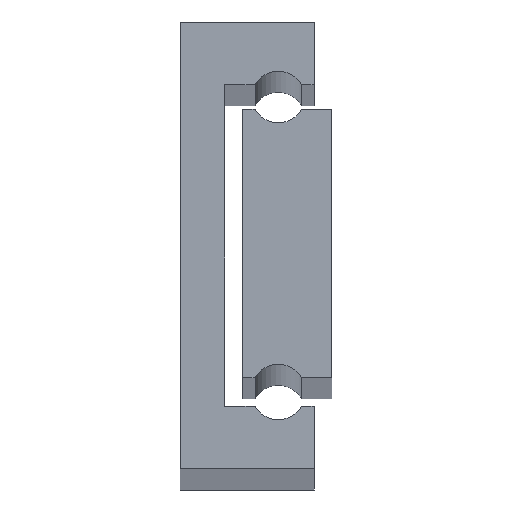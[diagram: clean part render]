
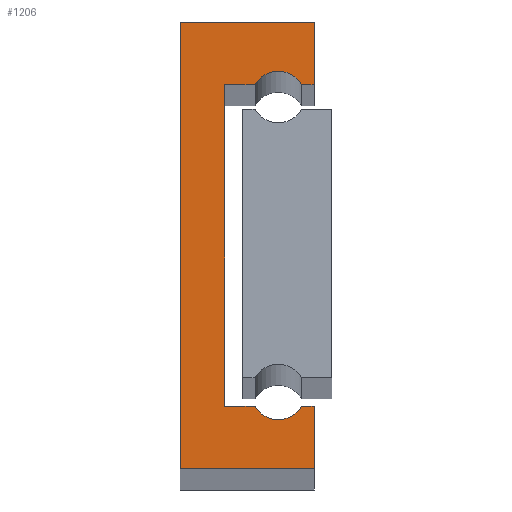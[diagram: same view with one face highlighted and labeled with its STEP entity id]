
A CAD part, top view. The second image highlights one B-rep face of the part: STEP entity #1206.
In plain terms, the highlighted planar face has unit normal (0, 0, 1).
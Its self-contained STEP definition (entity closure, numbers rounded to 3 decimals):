
#10 = LINE ( 'NONE', #1362, #854 ) ;
#13 = CARTESIAN_POINT ( 'NONE',  ( 5., 7., 675. ) ) ;
#40 = DIRECTION ( 'NONE',  ( -1., 0., 0. ) ) ;
#57 = CIRCLE ( 'NONE', #1277, 3. ) ;
#101 = CARTESIAN_POINT ( 'NONE',  ( 15., 43., 675. ) ) ;
#107 = CARTESIAN_POINT ( 'NONE',  ( 11., 41.5, 675. ) ) ;
#151 = CARTESIAN_POINT ( 'NONE',  ( 0., 50., 675. ) ) ;
#160 = DIRECTION ( 'NONE',  ( 0., 1., 0. ) ) ;
#165 = CARTESIAN_POINT ( 'NONE',  ( 15., 7., 675. ) ) ;
#238 = VECTOR ( 'NONE', #1925, 1000. ) ;
#249 = DIRECTION ( 'NONE',  ( -1., 0., 0. ) ) ;
#259 = CARTESIAN_POINT ( 'NONE',  ( 0., 0., 675. ) ) ;
#274 = ORIENTED_EDGE ( 'NONE', *, *, #1284, .T. ) ;
#327 = CIRCLE ( 'NONE', #1463, 3. ) ;
#355 = VERTEX_POINT ( 'NONE', #13 ) ;
#410 = FACE_OUTER_BOUND ( 'NONE', #1859, .T. ) ;
#431 = CARTESIAN_POINT ( 'NONE',  ( 8.402, 7., 675. ) ) ;
#446 = CARTESIAN_POINT ( 'NONE',  ( 15., 0., 675. ) ) ;
#464 = LINE ( 'NONE', #431, #816 ) ;
#478 = ORIENTED_EDGE ( 'NONE', *, *, #841, .T. ) ;
#559 = LINE ( 'NONE', #259, #238 ) ;
#562 = VERTEX_POINT ( 'NONE', #1761 ) ;
#600 = CARTESIAN_POINT ( 'NONE',  ( 15., 7., 675. ) ) ;
#607 = VERTEX_POINT ( 'NONE', #665 ) ;
#653 = EDGE_CURVE ( 'NONE', #740, #803, #682, .T. ) ;
#656 = AXIS2_PLACEMENT_3D ( 'NONE', #730, #717, #1501 ) ;
#665 = CARTESIAN_POINT ( 'NONE',  ( 13.598, 43., 675. ) ) ;
#682 = LINE ( 'NONE', #1902, #1979 ) ;
#685 = CARTESIAN_POINT ( 'NONE',  ( 8.402, 43., 675. ) ) ;
#692 = ORIENTED_EDGE ( 'NONE', *, *, #1556, .T. ) ;
#697 = DIRECTION ( 'NONE',  ( 1., 0., 0. ) ) ;
#717 = DIRECTION ( 'NONE',  ( 0., 0., -1. ) ) ;
#720 = VERTEX_POINT ( 'NONE', #863 ) ;
#730 = CARTESIAN_POINT ( 'NONE',  ( 11., 41.5, 675. ) ) ;
#734 = EDGE_CURVE ( 'NONE', #891, #931, #559, .T. ) ;
#739 = VECTOR ( 'NONE', #1368, 1000. ) ;
#740 = VERTEX_POINT ( 'NONE', #101 ) ;
#744 = ORIENTED_EDGE ( 'NONE', *, *, #879, .T. ) ;
#758 = LINE ( 'NONE', #685, #739 ) ;
#803 = VERTEX_POINT ( 'NONE', #1672 ) ;
#816 = VECTOR ( 'NONE', #925, 1000. ) ;
#820 = VECTOR ( 'NONE', #160, 1000. ) ;
#828 = ORIENTED_EDGE ( 'NONE', *, *, #734, .T. ) ;
#829 = LINE ( 'NONE', #1889, #1829 ) ;
#841 = EDGE_CURVE ( 'NONE', #1651, #1241, #1392, .T. ) ;
#854 = VECTOR ( 'NONE', #1552, 1000. ) ;
#863 = CARTESIAN_POINT ( 'NONE',  ( 8.402, 43., 675. ) ) ;
#879 = EDGE_CURVE ( 'NONE', #355, #562, #10, .T. ) ;
#891 = VERTEX_POINT ( 'NONE', #151 ) ;
#925 = DIRECTION ( 'NONE',  ( -1., 0., 0. ) ) ;
#931 = VERTEX_POINT ( 'NONE', #1516 ) ;
#953 = CARTESIAN_POINT ( 'NONE',  ( 0., 0., 675. ) ) ;
#955 = LINE ( 'NONE', #1278, #1234 ) ;
#956 = CARTESIAN_POINT ( 'NONE',  ( 15., 0., 675. ) ) ;
#990 = DIRECTION ( 'NONE',  ( 0., 1., 0. ) ) ;
#1050 = EDGE_CURVE ( 'NONE', #803, #891, #955, .T. ) ;
#1068 = DIRECTION ( 'NONE',  ( 1., 0., 0. ) ) ;
#1086 = CARTESIAN_POINT ( 'NONE',  ( 13.598, 7., 675. ) ) ;
#1090 = DIRECTION ( 'NONE',  ( 0., 0., -1. ) ) ;
#1105 = ORIENTED_EDGE ( 'NONE', *, *, #1050, .T. ) ;
#1139 = EDGE_CURVE ( 'NONE', #720, #607, #327, .T. ) ;
#1176 = PLANE ( 'NONE',  #656 ) ;
#1183 = VECTOR ( 'NONE', #697, 1000. ) ;
#1206 = ADVANCED_FACE ( 'NONE', ( #410 ), #1176, .F. ) ;
#1234 = VECTOR ( 'NONE', #40, 1000. ) ;
#1241 = VERTEX_POINT ( 'NONE', #600 ) ;
#1275 = DIRECTION ( 'NONE',  ( 1., 0., 0. ) ) ;
#1277 = AXIS2_PLACEMENT_3D ( 'NONE', #1378, #1090, #1068 ) ;
#1278 = CARTESIAN_POINT ( 'NONE',  ( 0., 50., 675. ) ) ;
#1284 = EDGE_CURVE ( 'NONE', #1554, #355, #464, .T. ) ;
#1316 = ORIENTED_EDGE ( 'NONE', *, *, #1621, .T. ) ;
#1361 = ORIENTED_EDGE ( 'NONE', *, *, #1139, .T. ) ;
#1362 = CARTESIAN_POINT ( 'NONE',  ( 5., 7., 675. ) ) ;
#1368 = DIRECTION ( 'NONE',  ( 1., 0., 0. ) ) ;
#1378 = CARTESIAN_POINT ( 'NONE',  ( 11., 8.5, 675. ) ) ;
#1392 = LINE ( 'NONE', #446, #820 ) ;
#1429 = EDGE_CURVE ( 'NONE', #607, #740, #829, .T. ) ;
#1463 = AXIS2_PLACEMENT_3D ( 'NONE', #107, #1794, #249 ) ;
#1482 = EDGE_CURVE ( 'NONE', #931, #1651, #1726, .T. ) ;
#1501 = DIRECTION ( 'NONE',  ( -1., 0., 0. ) ) ;
#1516 = CARTESIAN_POINT ( 'NONE',  ( 0., 0., 675. ) ) ;
#1546 = ORIENTED_EDGE ( 'NONE', *, *, #1482, .T. ) ;
#1552 = DIRECTION ( 'NONE',  ( 0., 1., 0. ) ) ;
#1554 = VERTEX_POINT ( 'NONE', #1678 ) ;
#1556 = EDGE_CURVE ( 'NONE', #562, #720, #758, .T. ) ;
#1621 = EDGE_CURVE ( 'NONE', #1880, #1554, #57, .T. ) ;
#1651 = VERTEX_POINT ( 'NONE', #956 ) ;
#1659 = ORIENTED_EDGE ( 'NONE', *, *, #1429, .T. ) ;
#1672 = CARTESIAN_POINT ( 'NONE',  ( 15., 50., 675. ) ) ;
#1678 = CARTESIAN_POINT ( 'NONE',  ( 8.402, 7., 675. ) ) ;
#1703 = LINE ( 'NONE', #165, #1766 ) ;
#1726 = LINE ( 'NONE', #953, #1183 ) ;
#1761 = CARTESIAN_POINT ( 'NONE',  ( 5., 43., 675. ) ) ;
#1766 = VECTOR ( 'NONE', #1986, 1000. ) ;
#1794 = DIRECTION ( 'NONE',  ( 0., 0., -1. ) ) ;
#1829 = VECTOR ( 'NONE', #1275, 1000. ) ;
#1859 = EDGE_LOOP ( 'NONE', ( #828, #1546, #478, #1962, #1316, #274, #744, #692, #1361, #1659, #1894, #1105 ) ) ;
#1880 = VERTEX_POINT ( 'NONE', #1086 ) ;
#1889 = CARTESIAN_POINT ( 'NONE',  ( 15., 43., 675. ) ) ;
#1894 = ORIENTED_EDGE ( 'NONE', *, *, #653, .T. ) ;
#1902 = CARTESIAN_POINT ( 'NONE',  ( 15., 50., 675. ) ) ;
#1925 = DIRECTION ( 'NONE',  ( 0., -1., 0. ) ) ;
#1962 = ORIENTED_EDGE ( 'NONE', *, *, #1969, .T. ) ;
#1969 = EDGE_CURVE ( 'NONE', #1241, #1880, #1703, .T. ) ;
#1979 = VECTOR ( 'NONE', #990, 1000. ) ;
#1986 = DIRECTION ( 'NONE',  ( -1., 0., 0. ) ) ;
